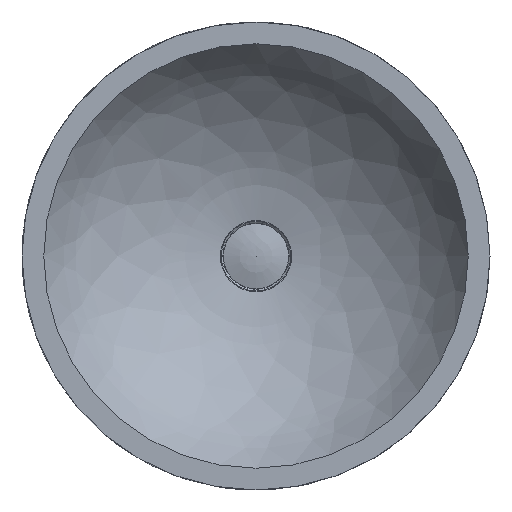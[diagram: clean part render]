
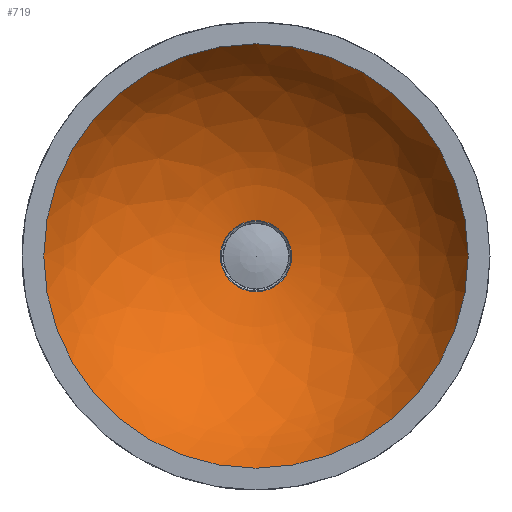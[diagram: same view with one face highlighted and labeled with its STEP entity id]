
A CAD part, top view. The second image highlights one B-rep face of the part: STEP entity #719.
In plain terms, the highlighted free-form (B-spline) face has degree [2, 2] with [3, 9] control points.
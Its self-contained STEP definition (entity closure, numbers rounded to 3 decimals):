
#627=CARTESIAN_POINT('',(32.674,-111.267,0.));
#628=VERTEX_POINT('',#627);
#629=CARTESIAN_POINT('',(0.0,-111.267,0.0));
#630=DIRECTION('',(0.0,1.0,0.0));
#631=DIRECTION('',(-1.0,0.0,0.0));
#632=AXIS2_PLACEMENT_3D('',#629,#630,#631);
#633=CIRCLE('',#632,32.674);
#634=EDGE_CURVE('',#628,#628,#633,.T.);
#670=CARTESIAN_POINT('',(0.,0.,195.));
#671=CARTESIAN_POINT('',(0.,-96.289,141.705));
#672=CARTESIAN_POINT('',(0.,-111.267,32.674));
#673=CARTESIAN_POINT('',(-195.,0.,195.));
#674=CARTESIAN_POINT('',(-141.705,-96.289,141.705));
#675=CARTESIAN_POINT('',(-32.674,-111.267,32.674));
#676=CARTESIAN_POINT('',(-195.,0.,0.));
#677=CARTESIAN_POINT('',(-141.705,-96.289,0.));
#678=CARTESIAN_POINT('',(-32.674,-111.267,0.));
#679=CARTESIAN_POINT('',(-195.,0.,-195.));
#680=CARTESIAN_POINT('',(-141.705,-96.289,-141.705));
#681=CARTESIAN_POINT('',(-32.674,-111.267,-32.674));
#682=CARTESIAN_POINT('',(0.,0.,-195.));
#683=CARTESIAN_POINT('',(0.,-96.289,-141.705));
#684=CARTESIAN_POINT('',(0.,-111.267,-32.674));
#685=CARTESIAN_POINT('',(195.,0.,-195.));
#686=CARTESIAN_POINT('',(141.705,-96.289,-141.705));
#687=CARTESIAN_POINT('',(32.674,-111.267,-32.674));
#688=CARTESIAN_POINT('',(195.,0.,0.));
#689=CARTESIAN_POINT('',(141.705,-96.289,0.));
#690=CARTESIAN_POINT('',(32.674,-111.267,0.));
#691=CARTESIAN_POINT('',(195.,0.,195.));
#692=CARTESIAN_POINT('',(141.705,-96.289,141.705));
#693=CARTESIAN_POINT('',(32.674,-111.267,32.674));
#694=CARTESIAN_POINT('',(0.,0.,195.));
#695=CARTESIAN_POINT('',(0.,-96.289,141.705));
#696=CARTESIAN_POINT('',(0.,-111.267,32.674));
#704=(BOUNDED_SURFACE()B_SPLINE_SURFACE(2,2,((#670,#673,#676,#679,#682,#685,#688,#691,#694),(#671,#674,#677,#680,#683,#686,#689,#692,#695),(#672,#675,#678,#681,#684,#687,#690,#693,#696)),.UNSPECIFIED.,.F.,.T.,.U.)B_SPLINE_SURFACE_WITH_KNOTS((3,3),(3,2,2,2,3),(0.506,1.434),(0.0,1.571,3.142,4.712,6.283),.UNSPECIFIED.)GEOMETRIC_REPRESENTATION_ITEM()RATIONAL_B_SPLINE_SURFACE(((1.0,0.707,1.0,0.707,1.0,0.707,1.0,0.707,1.0),(0.894,0.632,0.894,0.632,0.894,0.632,0.894,0.632,0.894),(1.0,0.707,1.0,0.707,1.0,0.707,1.0,0.707,1.0)))REPRESENTATION_ITEM('')SURFACE());
#705=CARTESIAN_POINT('',(195.0,0.0,0.0));
#706=VERTEX_POINT('',#705);
#707=CARTESIAN_POINT('',(0.0,0.0,0.0));
#708=DIRECTION('',(0.0,-1.0,0.0));
#709=DIRECTION('',(1.0,0.0,0.0));
#710=AXIS2_PLACEMENT_3D('',#707,#708,#709);
#711=CIRCLE('',#710,195.0);
#712=EDGE_CURVE('',#706,#706,#711,.T.);
#713=ORIENTED_EDGE('',*,*,#712,.F.);
#714=EDGE_LOOP('',(#713));
#715=FACE_OUTER_BOUND('',#714,.T.);
#716=ORIENTED_EDGE('',*,*,#634,.F.);
#717=EDGE_LOOP('',(#716));
#718=FACE_BOUND('',#717,.T.);
#719=ADVANCED_FACE('',(#715,#718),#704,.T.);
